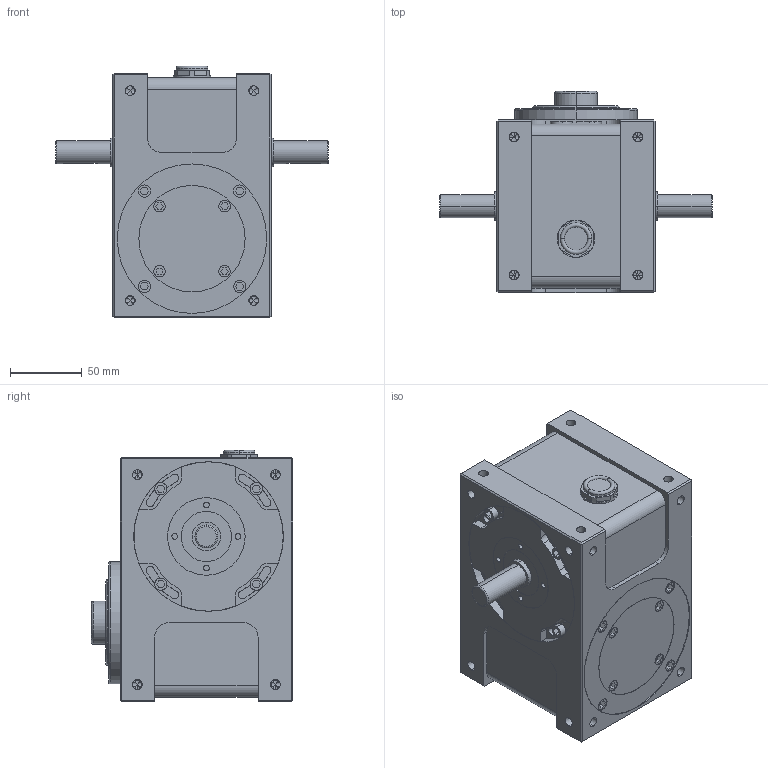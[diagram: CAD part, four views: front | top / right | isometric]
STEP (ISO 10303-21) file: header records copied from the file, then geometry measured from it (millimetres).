
FILE_DESCRIPTION (( 'STEP AP203' ), '1' );
FILE_NAME ('DF060標準外型(雙頭圓鍵+R面M20油鏡).STEP', '2025-05-20T12:55:11', ( '' ), ( '' ), 'SwSTEP 2.0', 'SolidWorks 2018', '' );
FILE_SCHEMA (( 'CONFIG_CONTROL_DESIGN' ));
Length unit declared in the file: millimetre
Products named in the file (1): DF060標準外型(雙頭圓鍵+R面M20油鏡)
Bounding box: 190 x 140 x 175 mm (x, y, z)
Volume: 2180148.6 mm3; surface area: 130151.3 mm2
Topology: 1 solids, 1 shells, 834 faces, 1983 edges, 1196 vertices
Faces by surface type: plane 420, cylinder 384, bspline 18, torus 12
Entity records: 25038 total; most frequent: CARTESIAN_POINT 6144, DIRECTION 3967, ORIENTED_EDGE 3966, EDGE_CURVE 1983, AXIS2_PLACEMENT_3D 1491, VERTEX_POINT 1196, LINE 985, VECTOR 985
